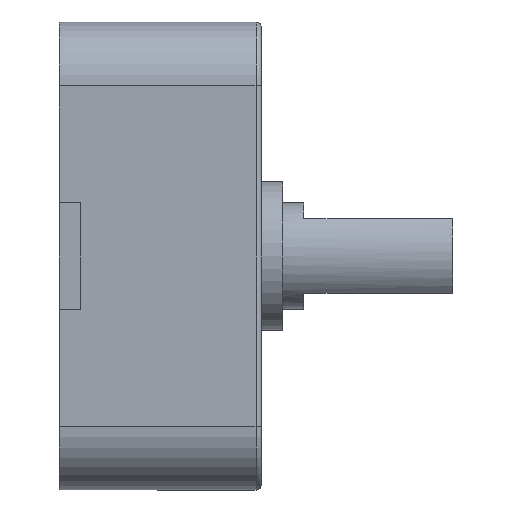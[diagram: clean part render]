
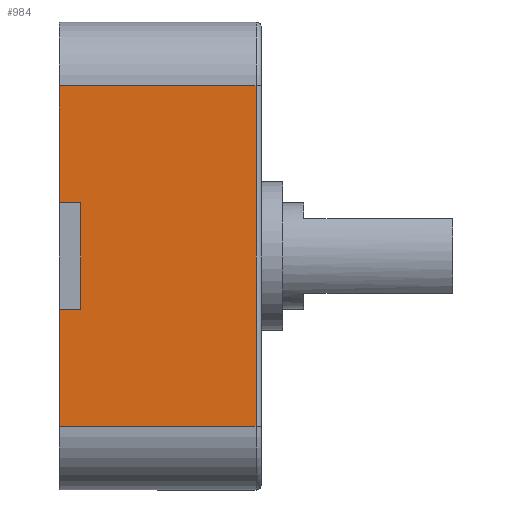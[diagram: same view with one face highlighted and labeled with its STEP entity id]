
A CAD part, left-side view. The second image highlights one B-rep face of the part: STEP entity #984.
In plain terms, the highlighted planar face has unit normal (-1, 0, 0).
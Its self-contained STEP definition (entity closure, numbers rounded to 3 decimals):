
#97=PLANE('',#1103);
#350=ORIENTED_EDGE('',*,*,#530,.T.);
#351=ORIENTED_EDGE('',*,*,#531,.T.);
#352=ORIENTED_EDGE('',*,*,#439,.T.);
#353=ORIENTED_EDGE('',*,*,#532,.T.);
#354=ORIENTED_EDGE('',*,*,#533,.T.);
#355=ORIENTED_EDGE('',*,*,#499,.F.);
#356=ORIENTED_EDGE('',*,*,#491,.F.);
#357=ORIENTED_EDGE('',*,*,#534,.F.);
#439=EDGE_CURVE('',#569,#568,#642,.T.);
#491=EDGE_CURVE('',#606,#605,#666,.T.);
#499=EDGE_CURVE('',#605,#611,#670,.T.);
#530=EDGE_CURVE('',#626,#627,#682,.T.);
#531=EDGE_CURVE('',#627,#569,#683,.T.);
#532=EDGE_CURVE('',#568,#628,#684,.T.);
#533=EDGE_CURVE('',#628,#611,#685,.T.);
#534=EDGE_CURVE('',#626,#606,#686,.T.);
#568=VERTEX_POINT('',#1455);
#569=VERTEX_POINT('',#1457);
#605=VERTEX_POINT('',#1569);
#606=VERTEX_POINT('',#1573);
#611=VERTEX_POINT('',#1593);
#626=VERTEX_POINT('',#1704);
#627=VERTEX_POINT('',#1705);
#628=VERTEX_POINT('',#1708);
#642=LINE('',#1456,#703);
#666=LINE('',#1574,#727);
#670=LINE('',#1594,#731);
#682=LINE('',#1703,#743);
#683=LINE('',#1706,#744);
#684=LINE('',#1707,#745);
#685=LINE('',#1709,#746);
#686=LINE('',#1710,#747);
#703=VECTOR('',#1156,1000.);
#727=VECTOR('',#1284,1000.);
#731=VECTOR('',#1300,1000.);
#743=VECTOR('',#1374,1000.);
#744=VECTOR('',#1375,1000.);
#745=VECTOR('',#1376,1000.);
#746=VECTOR('',#1377,1000.);
#747=VECTOR('',#1378,1000.);
#821=EDGE_LOOP('',(#350,#351,#352,#353,#354,#355,#356,#357));
#898=FACE_BOUND('',#821,.T.);
#984=ADVANCED_FACE('',(#898),#97,.T.);
#1103=AXIS2_PLACEMENT_3D('',#1702,#1372,#1373);
#1156=DIRECTION('',(0.,0.,-1.));
#1284=DIRECTION('',(0.,0.,-1.));
#1300=DIRECTION('',(0.,1.,0.));
#1372=DIRECTION('',(-1.,0.,0.));
#1373=DIRECTION('',(0.,0.,1.));
#1374=DIRECTION('',(0.,0.,-1.));
#1375=DIRECTION('',(0.,-1.,0.));
#1376=DIRECTION('',(0.,1.,0.));
#1377=DIRECTION('',(0.,0.,-1.));
#1378=DIRECTION('',(0.,-1.,0.));
#1455=CARTESIAN_POINT('',(-29.995,10.342,8.701));
#1456=CARTESIAN_POINT('',(-29.995,10.342,7.201));
#1457=CARTESIAN_POINT('',(-29.995,10.342,13.701));
#1569=CARTESIAN_POINT('',(-29.995,2.092,3.201));
#1573=CARTESIAN_POINT('',(-29.995,2.092,19.201));
#1574=CARTESIAN_POINT('',(-29.995,2.092,7.201));
#1593=CARTESIAN_POINT('',(-29.995,11.342,3.201));
#1594=CARTESIAN_POINT('',(-29.995,11.842,3.201));
#1702=CARTESIAN_POINT('',(-29.995,11.842,3.201));
#1703=CARTESIAN_POINT('',(-29.995,11.342,7.201));
#1704=CARTESIAN_POINT('',(-29.995,11.342,19.201));
#1705=CARTESIAN_POINT('',(-29.995,11.342,13.701));
#1706=CARTESIAN_POINT('',(-29.995,11.842,13.701));
#1707=CARTESIAN_POINT('',(-29.995,11.842,8.701));
#1708=CARTESIAN_POINT('',(-29.995,11.342,8.701));
#1709=CARTESIAN_POINT('',(-29.995,11.342,7.201));
#1710=CARTESIAN_POINT('',(-29.995,11.842,19.201));
